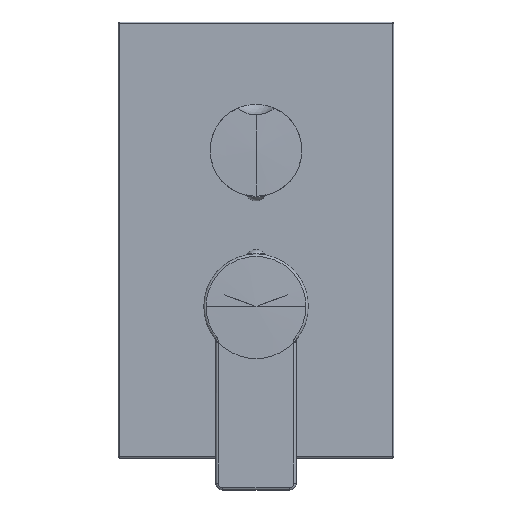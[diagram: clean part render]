
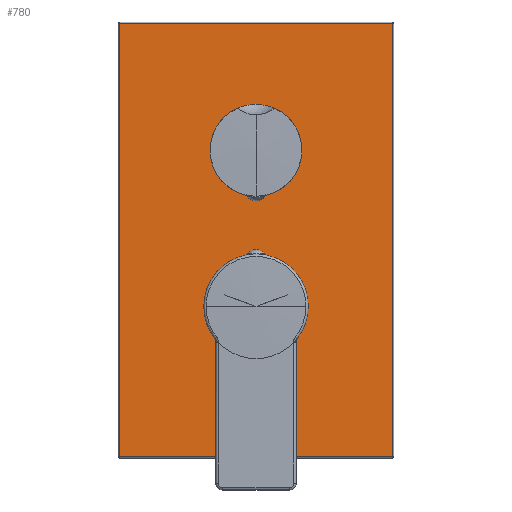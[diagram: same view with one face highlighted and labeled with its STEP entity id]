
A CAD part, top view. The second image highlights one B-rep face of the part: STEP entity #780.
In plain terms, the highlighted planar face has unit normal (0, 0, 1).
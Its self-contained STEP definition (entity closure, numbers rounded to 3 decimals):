
#38=DIRECTION('',(-1.,0.,0.));
#39=VECTOR('',#38,119.);
#40=CARTESIAN_POINT('',(59.5,123.5,65.5));
#41=LINE('',#40,#39);
#42=DIRECTION('',(0.,1.,0.));
#43=VECTOR('',#42,189.);
#44=CARTESIAN_POINT('',(59.5,-65.5,65.5));
#45=LINE('',#44,#43);
#46=DIRECTION('',(1.,0.,0.));
#47=VECTOR('',#46,119.);
#48=CARTESIAN_POINT('',(-59.5,-65.5,65.5));
#49=LINE('',#48,#47);
#50=DIRECTION('',(0.,-1.,0.));
#51=VECTOR('',#50,189.);
#52=CARTESIAN_POINT('',(-59.5,123.5,65.5));
#53=LINE('',#52,#51);
#183=CARTESIAN_POINT('',(0.,68.,65.5));
#184=DIRECTION('',(0.,0.,-1.));
#185=DIRECTION('',(-1.,0.,0.));
#186=AXIS2_PLACEMENT_3D('',#183,#184,#185);
#193=CARTESIAN_POINT('',(0.,68.,65.5));
#194=DIRECTION('',(0.,0.,-1.));
#195=DIRECTION('',(1.,0.,0.));
#196=AXIS2_PLACEMENT_3D('',#193,#194,#195);
#275=CARTESIAN_POINT('',(0.,0.,65.5));
#276=DIRECTION('',(0.,0.,-1.));
#277=DIRECTION('',(-1.,0.,0.));
#278=AXIS2_PLACEMENT_3D('',#275,#276,#277);
#285=CARTESIAN_POINT('',(0.,0.,65.5));
#286=DIRECTION('',(0.,0.,-1.));
#287=DIRECTION('',(1.,0.,0.));
#288=AXIS2_PLACEMENT_3D('',#285,#286,#287);
#653=CARTESIAN_POINT('',(59.5,123.5,65.5));
#654=CARTESIAN_POINT('',(-59.5,123.5,65.5));
#655=VERTEX_POINT('',#653);
#656=VERTEX_POINT('',#654);
#661=CARTESIAN_POINT('',(-59.5,-65.5,65.5));
#662=VERTEX_POINT('',#661);
#667=CARTESIAN_POINT('',(59.5,-65.5,65.5));
#668=VERTEX_POINT('',#667);
#677=CARTESIAN_POINT('',(-22.4,0.,65.5));
#678=CARTESIAN_POINT('',(22.4,0.,65.5));
#679=VERTEX_POINT('',#677);
#680=VERTEX_POINT('',#678);
#681=CARTESIAN_POINT('',(-9.35,68.,65.5));
#682=CARTESIAN_POINT('',(9.35,68.,65.5));
#683=VERTEX_POINT('',#681);
#684=VERTEX_POINT('',#682);
#754=CARTESIAN_POINT('',(0.,29.,65.5));
#755=DIRECTION('',(0.,0.,1.));
#756=DIRECTION('',(1.,0.,0.));
#757=AXIS2_PLACEMENT_3D('',#754,#755,#756);
#758=PLANE('',#757);
#760=ORIENTED_EDGE('',*,*,#759,.F.);
#762=ORIENTED_EDGE('',*,*,#761,.F.);
#763=ORIENTED_EDGE('',*,*,#737,.F.);
#765=ORIENTED_EDGE('',*,*,#764,.F.);
#766=EDGE_LOOP('',(#760,#762,#763,#765));
#767=FACE_OUTER_BOUND('',#766,.F.);
#769=ORIENTED_EDGE('',*,*,#768,.F.);
#771=ORIENTED_EDGE('',*,*,#770,.F.);
#772=EDGE_LOOP('',(#769,#771));
#773=FACE_BOUND('',#772,.F.);
#775=ORIENTED_EDGE('',*,*,#774,.F.);
#777=ORIENTED_EDGE('',*,*,#776,.F.);
#778=EDGE_LOOP('',(#775,#777));
#779=FACE_BOUND('',#778,.F.);
#780=ADVANCED_FACE('',(#767,#773,#779),#758,.T.);
#187=CIRCLE('',#186,9.35);
#197=CIRCLE('',#196,9.35);
#279=CIRCLE('',#278,22.4);
#289=CIRCLE('',#288,22.4);
#737=EDGE_CURVE('',#662,#668,#49,.T.);
#759=EDGE_CURVE('',#655,#656,#41,.T.);
#761=EDGE_CURVE('',#668,#655,#45,.T.);
#764=EDGE_CURVE('',#656,#662,#53,.T.);
#768=EDGE_CURVE('',#683,#684,#187,.T.);
#770=EDGE_CURVE('',#684,#683,#197,.T.);
#774=EDGE_CURVE('',#679,#680,#279,.T.);
#776=EDGE_CURVE('',#680,#679,#289,.T.);
